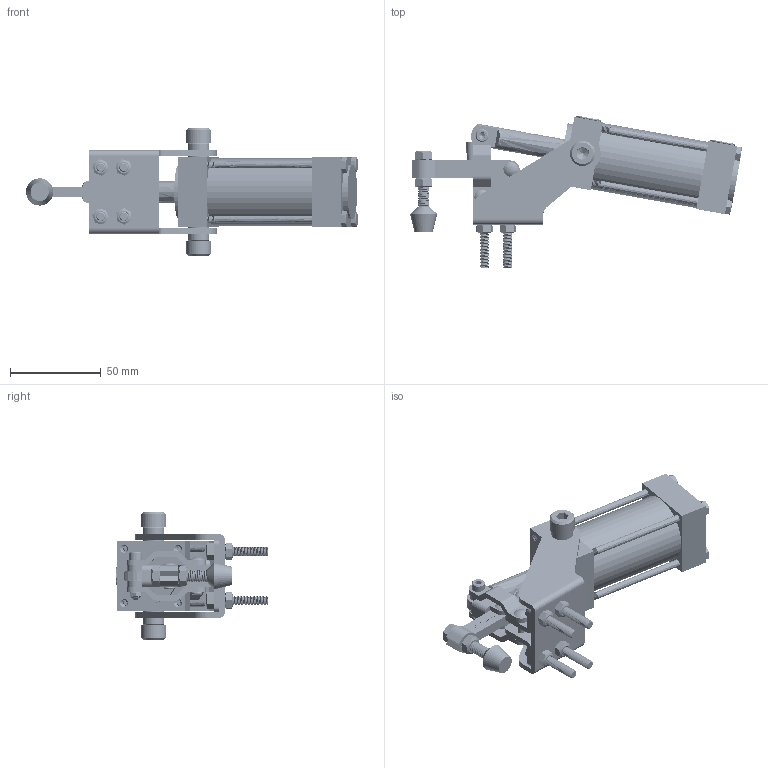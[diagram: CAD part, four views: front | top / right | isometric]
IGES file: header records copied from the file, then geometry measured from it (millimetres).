
Start section: SolidWorks IGES file using analytic representation for surfaces
Global section: file name: GPP-1202U.IGS; native system: SolidWorks 2019; preprocessor: SolidWorks 2019; author: Engenharia; date: 210212.134157; units: millimetre
Bounding box: 182.69 x 83.93 x 70 mm (x, y, z)
Surface area: 70488.6 mm2 (no closed solid volume)
Topology: 0 solids, 0 shells, 6261 faces, 51305 edges, 47015 vertices
Faces by surface type: revolution 5471, bspline 790
